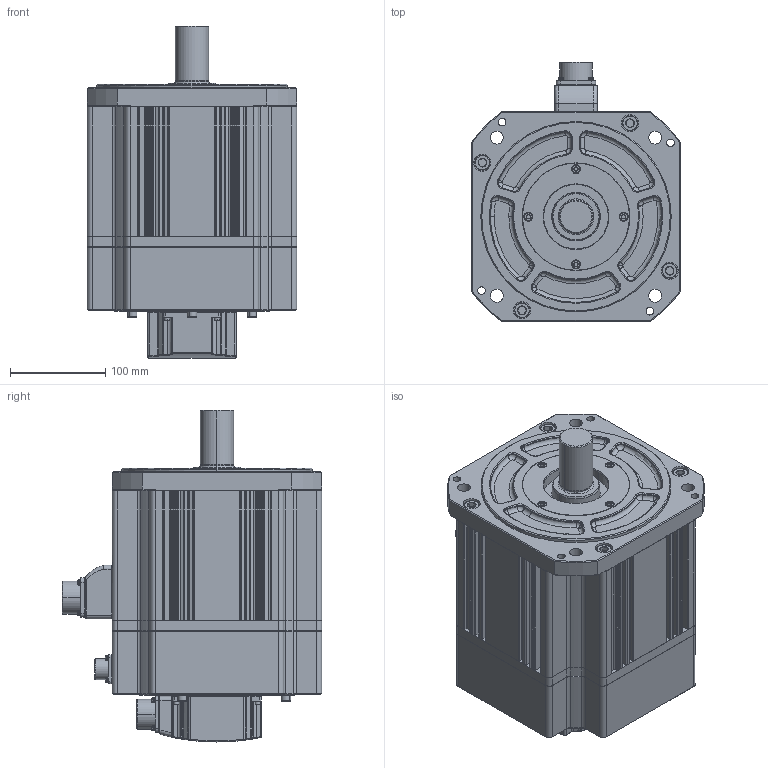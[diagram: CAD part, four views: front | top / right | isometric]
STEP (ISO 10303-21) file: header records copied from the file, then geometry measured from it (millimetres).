
FILE_DESCRIPTION (( 'STEP AP214' ), '1' );
FILE_NAME ('FM22GA004-1G03_Out Line(APM-FG55D_N2,FG44G_N2,FG30M_N2).STEP', '2019-07-11T00:09:30', ( '' ), ( '' ), 'SwSTEP 2.0', 'SolidWorks 2011', '' );
FILE_SCHEMA (( 'AUTOMOTIVE_DESIGN' ));
Length unit declared in the file: millimetre
Products named in the file (1): FM22GA004-1G03_Out Line(APM-FG55D_N2,FG44G_N2,FG30M_N2)
Bounding box: 220 x 272.5 x 348.7 mm (x, y, z)
Volume: 10365905 mm3; surface area: 794207.5 mm2
Topology: 73 solids, 73 shells, 2554 faces, 6325 edges, 4006 vertices
Faces by surface type: cylinder 1000, plane 893, cone 339, torus 171, bspline 151
Entity records: 113611 total; most frequent: CARTESIAN_POINT 23529, DIRECTION 13190, ORIENTED_EDGE 12486, EDGE_CURVE 6243, AXIS2_PLACEMENT_3D 5101, VERTEX_POINT 4006, LINE 2988, VECTOR 2988
